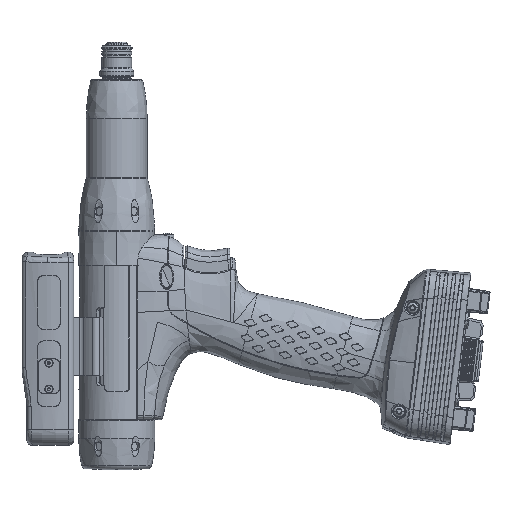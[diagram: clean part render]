
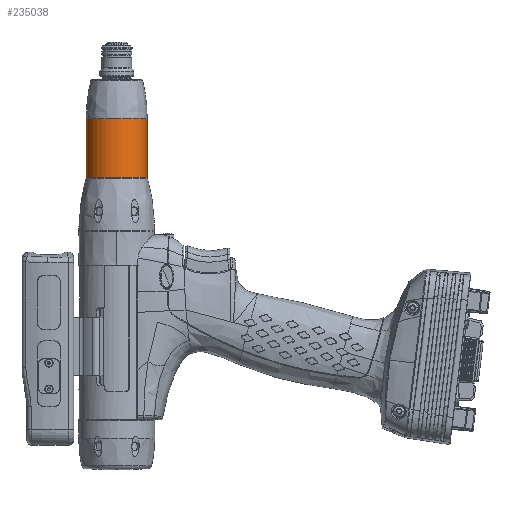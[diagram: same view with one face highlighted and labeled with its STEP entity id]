
A CAD part, left-side view. The second image highlights one B-rep face of the part: STEP entity #235038.
In plain terms, the highlighted cylindrical face has radius 15.6 mm (diameter 31.2 mm), a partial arc.
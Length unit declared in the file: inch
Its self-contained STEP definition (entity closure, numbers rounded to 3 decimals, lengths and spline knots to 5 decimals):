
#206673=CARTESIAN_POINT('',(0.,0.,2.08268));
#206674=DIRECTION('',(0.,0.,1.));
#206675=DIRECTION('',(0.,1.,0.));
#206676=AXIS2_PLACEMENT_3D('',#206673,#206674,#206675);
#206678=CARTESIAN_POINT('',(0.,0.,0.88965));
#206679=DIRECTION('',(0.,0.,-1.));
#206680=DIRECTION('',(0.,-1.,0.));
#206681=AXIS2_PLACEMENT_3D('',#206678,#206679,#206680);
#206683=DIRECTION('',(0.,0.,1.));
#206684=VECTOR('',#206683,1.19302);
#206685=CARTESIAN_POINT('',(0.,0.61417,
0.88965));
#206686=LINE('',#206685,#206684);
#206687=DIRECTION('',(0.,0.,1.));
#206688=VECTOR('',#206687,1.19302);
#206689=CARTESIAN_POINT('',(0.,-0.61417,
0.88965));
#206690=LINE('',#206689,#206688);
#232378=CARTESIAN_POINT('',(0.,-0.61417,0.88965));
#232379=CARTESIAN_POINT('',(0.,0.61417,0.88965));
#232380=VERTEX_POINT('',#232378);
#232381=VERTEX_POINT('',#232379);
#232386=CARTESIAN_POINT('',(0.,0.61417,2.08268));
#232388=VERTEX_POINT('',#232386);
#232392=CARTESIAN_POINT('',(0.,-0.61417,2.08268));
#232394=VERTEX_POINT('',#232392);
#235024=CARTESIAN_POINT('',(0.,0.,3.02264));
#235025=DIRECTION('',(0.,0.,-1.));
#235026=DIRECTION('',(0.,-1.,0.));
#235027=AXIS2_PLACEMENT_3D('',#235024,#235025,#235026);
#235028=CYLINDRICAL_SURFACE('',#235027,0.61417);
#235030=ORIENTED_EDGE('',*,*,#235029,.T.);
#235032=ORIENTED_EDGE('',*,*,#235031,.T.);
#235033=ORIENTED_EDGE('',*,*,#235019,.T.);
#235035=ORIENTED_EDGE('',*,*,#235034,.F.);
#235036=EDGE_LOOP('',(#235030,#235032,#235033,#235035));
#235037=FACE_OUTER_BOUND('',#235036,.F.);
#235038=ADVANCED_FACE('',(#235037),#235028,.T.);
#206677=CIRCLE('',#206676,0.61417);
#206682=CIRCLE('',#206681,0.61417);
#235019=EDGE_CURVE('',#232388,#232394,#206677,.T.);
#235029=EDGE_CURVE('',#232380,#232381,#206682,.T.);
#235031=EDGE_CURVE('',#232381,#232388,#206686,.T.);
#235034=EDGE_CURVE('',#232380,#232394,#206690,.T.);
